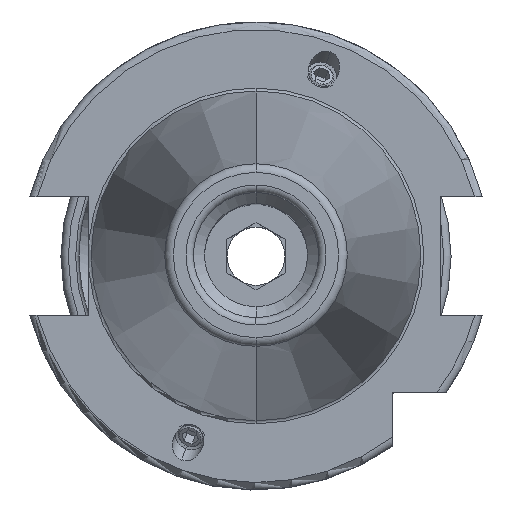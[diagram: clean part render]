
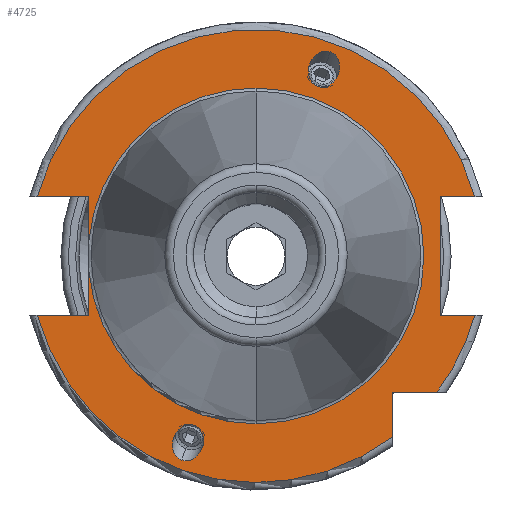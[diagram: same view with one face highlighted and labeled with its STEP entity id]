
A CAD part, top view. The second image highlights one B-rep face of the part: STEP entity #4725.
In plain terms, the highlighted planar face has unit normal (0, 0, 1).
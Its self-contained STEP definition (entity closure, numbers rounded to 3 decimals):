
#907=CARTESIAN_POINT('',(0,0,15.9));
#908=DIRECTION('',(0,0,-1));
#909=DIRECTION('',(0,1,0));
#910=AXIS2_PLACEMENT_3D('',#907,#908,#909);
#922=CARTESIAN_POINT('',(0,0,15.9));
#923=DIRECTION('',(0,0,1));
#924=DIRECTION('',(0,1,0));
#925=AXIS2_PLACEMENT_3D('',#922,#923,#924);
#937=CARTESIAN_POINT('',(0,0,15.9));
#938=DIRECTION('',(0,0,1));
#939=DIRECTION('',(-0.996,-0.094,0));
#940=AXIS2_PLACEMENT_3D('',#937,#938,#939);
#942=DIRECTION('',(1,0,0));
#943=VECTOR('',#942,7.004);
#944=CARTESIAN_POINT('',(-29.704,-8.05,15.9));
#945=LINE('',#944,#943);
#946=DIRECTION('',(0,1,0));
#947=VECTOR('',#946,5.917);
#948=CARTESIAN_POINT('',(-22.7,-8.05,15.9));
#949=LINE('',#948,#947);
#950=DIRECTION('',(0,1,0));
#951=VECTOR('',#950,5.917);
#952=CARTESIAN_POINT('',(-22.7,2.133,15.9));
#953=LINE('',#952,#951);
#954=DIRECTION('',(1,0,0));
#955=VECTOR('',#954,7.004);
#956=CARTESIAN_POINT('',(-29.704,8.05,15.9));
#957=LINE('',#956,#955);
#958=DIRECTION('',(-1,0,0));
#959=VECTOR('',#958,4.704);
#960=CARTESIAN_POINT('',(29.704,8.05,15.9));
#961=LINE('',#960,#959);
#962=DIRECTION('',(0,-1,0));
#963=VECTOR('',#962,16.1);
#964=CARTESIAN_POINT('',(25,8.05,15.9));
#965=LINE('',#964,#963);
#966=DIRECTION('',(-1,0,0));
#967=VECTOR('',#966,4.704);
#968=CARTESIAN_POINT('',(29.704,-8.05,15.9));
#969=LINE('',#968,#967);
#970=CARTESIAN_POINT('',(0,0,15.9));
#971=DIRECTION('',(0,0,1));
#972=DIRECTION('',(0.799,-0.601,0));
#973=AXIS2_PLACEMENT_3D('',#970,#971,#972);
#975=DIRECTION('',(-1,0,0));
#976=VECTOR('',#975,6.094);
#977=CARTESIAN_POINT('',(24.594,-18.5,15.9));
#978=LINE('',#977,#976);
#979=DIRECTION('',(0,1,0));
#980=VECTOR('',#979,6.094);
#981=CARTESIAN_POINT('',(18.5,-24.594,15.9));
#982=LINE('',#981,#980);
#983=CARTESIAN_POINT('',(10.09,27.723,15.9));
#984=CARTESIAN_POINT('',(9.863,27.806,15.9));
#985=CARTESIAN_POINT('',(9.337,27.884,15.9));
#986=CARTESIAN_POINT('',(8.455,27.594,15.9));
#987=CARTESIAN_POINT('',(7.834,27.033,15.9));
#988=CARTESIAN_POINT('',(7.483,26.49,15.9));
#989=CARTESIAN_POINT('',(7.298,26.077,15.9));
#990=CARTESIAN_POINT('',(7.174,25.641,15.9));
#991=CARTESIAN_POINT('',(7.094,25.,15.9));
#992=CARTESIAN_POINT('',(7.208,24.17,15.9));
#993=CARTESIAN_POINT('',(7.698,23.381,15.9));
#994=CARTESIAN_POINT('',(8.152,23.103,15.9));
#995=CARTESIAN_POINT('',(8.379,23.02,15.9));
#997=CARTESIAN_POINT('',(8.379,23.02,15.9));
#998=CARTESIAN_POINT('',(8.606,22.937,15.9));
#999=CARTESIAN_POINT('',(9.133,22.859,15.9));
#1000=CARTESIAN_POINT('',(10.014,23.149,15.9));
#1001=CARTESIAN_POINT('',(10.635,23.711,15.9));
#1002=CARTESIAN_POINT('',(10.986,24.253,15.9));
#1003=CARTESIAN_POINT('',(11.171,24.667,15.9));
#1004=CARTESIAN_POINT('',(11.295,25.103,15.9));
#1005=CARTESIAN_POINT('',(11.375,25.744,15.9));
#1006=CARTESIAN_POINT('',(11.261,26.573,15.9));
#1007=CARTESIAN_POINT('',(10.771,27.362,15.9));
#1008=CARTESIAN_POINT('',(10.318,27.641,15.9));
#1009=CARTESIAN_POINT('',(10.09,27.723,15.9));
#1011=CARTESIAN_POINT('',(-10.09,-27.723,15.9));
#1012=CARTESIAN_POINT('',(-10.318,-27.641,15.9));
#1013=CARTESIAN_POINT('',(-10.771,-27.362,15.9));
#1014=CARTESIAN_POINT('',(-11.261,-26.573,15.9));
#1015=CARTESIAN_POINT('',(-11.375,-25.744,15.9));
#1016=CARTESIAN_POINT('',(-11.295,-25.103,15.9));
#1017=CARTESIAN_POINT('',(-11.171,-24.667,15.9));
#1018=CARTESIAN_POINT('',(-10.986,-24.253,15.9));
#1019=CARTESIAN_POINT('',(-10.635,-23.711,15.9));
#1020=CARTESIAN_POINT('',(-10.014,-23.149,15.9));
#1021=CARTESIAN_POINT('',(-9.133,-22.859,15.9));
#1022=CARTESIAN_POINT('',(-8.606,-22.937,15.9));
#1023=CARTESIAN_POINT('',(-8.379,-23.02,15.9));
#1025=CARTESIAN_POINT('',(-8.379,-23.02,15.9));
#1026=CARTESIAN_POINT('',(-8.152,-23.103,15.9));
#1027=CARTESIAN_POINT('',(-7.698,-23.381,15.9));
#1028=CARTESIAN_POINT('',(-7.208,-24.17,15.9));
#1029=CARTESIAN_POINT('',(-7.094,-25.,15.9));
#1030=CARTESIAN_POINT('',(-7.174,-25.641,15.9));
#1031=CARTESIAN_POINT('',(-7.298,-26.077,15.9));
#1032=CARTESIAN_POINT('',(-7.483,-26.49,15.9));
#1033=CARTESIAN_POINT('',(-7.834,-27.033,15.9));
#1034=CARTESIAN_POINT('',(-8.455,-27.594,15.9));
#1035=CARTESIAN_POINT('',(-9.337,-27.884,15.9));
#1036=CARTESIAN_POINT('',(-9.863,-27.806,15.9));
#1037=CARTESIAN_POINT('',(-10.09,-27.723,15.9));
#1062=CARTESIAN_POINT('',(0,0,15.9));
#1063=DIRECTION('',(0,0,1));
#1064=DIRECTION('',(0.965,0.262,0));
#1065=AXIS2_PLACEMENT_3D('',#1062,#1063,#1064);
#1113=CARTESIAN_POINT('',(0,0,15.9));
#1114=DIRECTION('',(0,0,1));
#1115=DIRECTION('',(-0.965,-0.262,0));
#1116=AXIS2_PLACEMENT_3D('',#1113,#1114,#1115);
#2897=CARTESIAN_POINT('',(0,22.8,15.9));
#2899=VERTEX_POINT('',#2897);
#2919=CARTESIAN_POINT('',(0,-22.8,15.9));
#2921=VERTEX_POINT('',#2919);
#3059=CARTESIAN_POINT('',(-29.704,-8.05,15.9));
#3060=CARTESIAN_POINT('',(-22.7,-8.05,15.9));
#3061=VERTEX_POINT('',#3059);
#3062=VERTEX_POINT('',#3060);
#3063=CARTESIAN_POINT('',(-22.7,-2.133,15.9));
#3064=VERTEX_POINT('',#3063);
#3065=CARTESIAN_POINT('',(-22.7,2.133,15.9));
#3066=CARTESIAN_POINT('',(-22.7,8.05,15.9));
#3067=VERTEX_POINT('',#3065);
#3068=VERTEX_POINT('',#3066);
#3069=CARTESIAN_POINT('',(-29.704,8.05,15.9));
#3070=VERTEX_POINT('',#3069);
#3071=CARTESIAN_POINT('',(25,8.05,15.9));
#3072=CARTESIAN_POINT('',(25,-8.05,15.9));
#3073=VERTEX_POINT('',#3071);
#3074=VERTEX_POINT('',#3072);
#3075=CARTESIAN_POINT('',(29.704,-8.05,15.9));
#3076=VERTEX_POINT('',#3075);
#3077=CARTESIAN_POINT('',(29.704,8.05,15.9));
#3078=VERTEX_POINT('',#3077);
#3079=CARTESIAN_POINT('',(18.5,-24.594,15.9));
#3080=CARTESIAN_POINT('',(18.5,-18.5,15.9));
#3081=VERTEX_POINT('',#3079);
#3082=VERTEX_POINT('',#3080);
#3083=CARTESIAN_POINT('',(24.594,-18.5,15.9));
#3084=VERTEX_POINT('',#3083);
#3175=VERTEX_POINT('',#983);
#3176=VERTEX_POINT('',#995);
#3232=CARTESIAN_POINT('',(-10.09,-27.723,15.9));
#3234=VERTEX_POINT('',#3232);
#3239=CARTESIAN_POINT('',(-8.379,-23.02,15.9));
#3240=VERTEX_POINT('',#3239);
#4683=CARTESIAN_POINT('',(0,0,15.9));
#4684=DIRECTION('',(0,0,-1));
#4685=DIRECTION('',(0,-1,0));
#4686=AXIS2_PLACEMENT_3D('',#4683,#4684,#4685);
#4687=PLANE('',#4686);
#4688=ORIENTED_EDGE('',*,*,#3521,.T.);
#4689=ORIENTED_EDGE('',*,*,#3636,.T.);
#4690=ORIENTED_EDGE('',*,*,#4678,.T.);
#4691=ORIENTED_EDGE('',*,*,#4659,.F.);
#4692=ORIENTED_EDGE('',*,*,#4673,.T.);
#4693=ORIENTED_EDGE('',*,*,#3632,.T.);
#4694=ORIENTED_EDGE('',*,*,#3608,.F.);
#4696=ORIENTED_EDGE('',*,*,#4695,.F.);
#4698=ORIENTED_EDGE('',*,*,#4697,.T.);
#4700=ORIENTED_EDGE('',*,*,#4699,.T.);
#4702=ORIENTED_EDGE('',*,*,#4701,.F.);
#4704=ORIENTED_EDGE('',*,*,#4703,.F.);
#4706=ORIENTED_EDGE('',*,*,#4705,.T.);
#4708=ORIENTED_EDGE('',*,*,#4707,.F.);
#4710=ORIENTED_EDGE('',*,*,#4709,.F.);
#4711=EDGE_LOOP('',(#4688,#4689,#4690,#4691,#4692,#4693,#4694,#4696,#4698,#4700,
#4702,#4704,#4706,#4708,#4710));
#4712=FACE_OUTER_BOUND('',#4711,.F.);
#4714=ORIENTED_EDGE('',*,*,#4713,.T.);
#4716=ORIENTED_EDGE('',*,*,#4715,.T.);
#4717=EDGE_LOOP('',(#4714,#4716));
#4718=FACE_BOUND('',#4717,.F.);
#4720=ORIENTED_EDGE('',*,*,#4719,.F.);
#4722=ORIENTED_EDGE('',*,*,#4721,.F.);
#4723=EDGE_LOOP('',(#4720,#4722));
#4724=FACE_BOUND('',#4723,.F.);
#4725=ADVANCED_FACE('',(#4712,#4718,#4724),#4687,.F.);
#911=CIRCLE('',#910,22.8);
#926=CIRCLE('',#925,22.8);
#941=CIRCLE('',#940,22.8);
#974=CIRCLE('',#973,30.775);
#996=B_SPLINE_CURVE_WITH_KNOTS('',3,(#983,#984,#985,#986,#987,#988,#989,#990,
#991,#992,#993,#994,#995),.UNSPECIFIED.,.F.,.F.,(4,1,1,1,1,1,1,1,1,1,4),(0,
0.125,0.25,0.375,0.438,0.5,0.563,0.625,0.75,0.875,1),
.UNSPECIFIED.);
#1010=B_SPLINE_CURVE_WITH_KNOTS('',3,(#997,#998,#999,#1000,#1001,#1002,#1003,
#1004,#1005,#1006,#1007,#1008,#1009),.UNSPECIFIED.,.F.,.F.,(4,1,1,1,1,1,1,1,1,1,
4),(0,0.125,0.25,0.375,0.438,0.5,0.563,0.625,0.75,0.875,
1.0),.UNSPECIFIED.);
#1024=B_SPLINE_CURVE_WITH_KNOTS('',3,(#1011,#1012,#1013,#1014,#1015,#1016,#1017,
#1018,#1019,#1020,#1021,#1022,#1023),.UNSPECIFIED.,.F.,.F.,(4,1,1,1,1,1,1,1,1,1,
4),(0,0.125,0.25,0.375,0.438,0.5,0.563,0.625,0.75,0.875,
1.0),.UNSPECIFIED.);
#1038=B_SPLINE_CURVE_WITH_KNOTS('',3,(#1025,#1026,#1027,#1028,#1029,#1030,#1031,
#1032,#1033,#1034,#1035,#1036,#1037),.UNSPECIFIED.,.F.,.F.,(4,1,1,1,1,1,1,1,1,1,
4),(0,0.125,0.25,0.375,0.438,0.5,0.563,0.625,0.75,0.875,
1.0),.UNSPECIFIED.);
#1066=CIRCLE('',#1065,30.775);
#1117=CIRCLE('',#1116,30.775);
#3521=EDGE_CURVE('',#3061,#3062,#945,.T.);
#3608=EDGE_CURVE('',#3070,#3068,#957,.T.);
#3632=EDGE_CURVE('',#3067,#3068,#953,.T.);
#3636=EDGE_CURVE('',#3062,#3064,#949,.T.);
#4659=EDGE_CURVE('',#2899,#2921,#911,.T.);
#4673=EDGE_CURVE('',#2899,#3067,#926,.T.);
#4678=EDGE_CURVE('',#3064,#2921,#941,.T.);
#4695=EDGE_CURVE('',#3078,#3070,#1066,.T.);
#4697=EDGE_CURVE('',#3078,#3073,#961,.T.);
#4699=EDGE_CURVE('',#3073,#3074,#965,.T.);
#4701=EDGE_CURVE('',#3076,#3074,#969,.T.);
#4703=EDGE_CURVE('',#3084,#3076,#974,.T.);
#4705=EDGE_CURVE('',#3084,#3082,#978,.T.);
#4707=EDGE_CURVE('',#3081,#3082,#982,.T.);
#4709=EDGE_CURVE('',#3061,#3081,#1117,.T.);
#4713=EDGE_CURVE('',#3175,#3176,#996,.T.);
#4715=EDGE_CURVE('',#3176,#3175,#1010,.T.);
#4719=EDGE_CURVE('',#3234,#3240,#1024,.T.);
#4721=EDGE_CURVE('',#3240,#3234,#1038,.T.);
